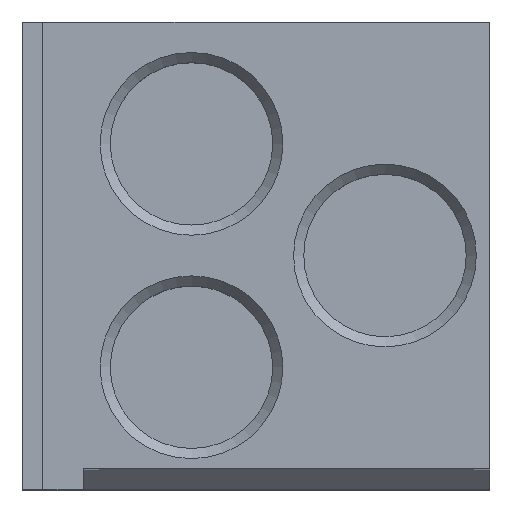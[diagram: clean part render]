
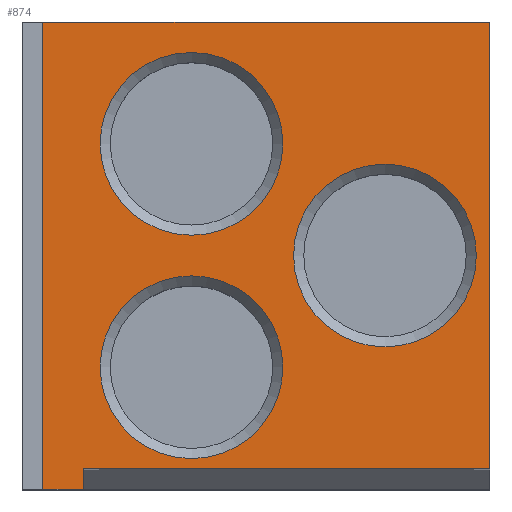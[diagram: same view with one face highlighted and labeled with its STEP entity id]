
A CAD part, top view. The second image highlights one B-rep face of the part: STEP entity #874.
In plain terms, the highlighted planar face has unit normal (0, 0, 1).
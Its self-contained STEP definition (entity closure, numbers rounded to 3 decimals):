
#18=FACE_BOUND('',#112,.T.);
#19=FACE_BOUND('',#113,.T.);
#20=FACE_BOUND('',#114,.T.);
#31=PLANE('',#943);
#67=FACE_OUTER_BOUND('',#111,.T.);
#111=EDGE_LOOP('',(#607,#608,#609,#610,#611,#612));
#112=EDGE_LOOP('',(#613));
#113=EDGE_LOOP('',(#614));
#114=EDGE_LOOP('',(#615));
#177=LINE('',#1276,#277);
#178=LINE('',#1278,#278);
#179=LINE('',#1280,#279);
#180=LINE('',#1282,#280);
#181=LINE('',#1284,#281);
#182=LINE('',#1285,#282);
#277=VECTOR('',#1039,10.);
#278=VECTOR('',#1040,10.);
#279=VECTOR('',#1041,10.);
#280=VECTOR('',#1042,10.);
#281=VECTOR('',#1043,10.);
#282=VECTOR('',#1044,10.);
#362=CIRCLE('',#940,4.5);
#365=CIRCLE('',#944,4.5);
#366=CIRCLE('',#945,4.5);
#396=VERTEX_POINT('',#1266);
#399=VERTEX_POINT('',#1274);
#400=VERTEX_POINT('',#1275);
#401=VERTEX_POINT('',#1277);
#402=VERTEX_POINT('',#1279);
#403=VERTEX_POINT('',#1281);
#404=VERTEX_POINT('',#1283);
#405=VERTEX_POINT('',#1286);
#406=VERTEX_POINT('',#1288);
#479=EDGE_CURVE('',#396,#396,#362,.T.);
#483=EDGE_CURVE('',#399,#400,#177,.T.);
#484=EDGE_CURVE('',#401,#399,#178,.T.);
#485=EDGE_CURVE('',#402,#401,#179,.T.);
#486=EDGE_CURVE('',#403,#402,#180,.T.);
#487=EDGE_CURVE('',#404,#403,#181,.T.);
#488=EDGE_CURVE('',#400,#404,#182,.T.);
#489=EDGE_CURVE('',#405,#405,#365,.T.);
#490=EDGE_CURVE('',#406,#406,#366,.T.);
#607=ORIENTED_EDGE('',*,*,#483,.F.);
#608=ORIENTED_EDGE('',*,*,#484,.F.);
#609=ORIENTED_EDGE('',*,*,#485,.F.);
#610=ORIENTED_EDGE('',*,*,#486,.F.);
#611=ORIENTED_EDGE('',*,*,#487,.F.);
#612=ORIENTED_EDGE('',*,*,#488,.F.);
#613=ORIENTED_EDGE('',*,*,#489,.T.);
#614=ORIENTED_EDGE('',*,*,#490,.T.);
#615=ORIENTED_EDGE('',*,*,#479,.T.);
#874=ADVANCED_FACE('',(#67,#18,#19,#20),#31,.T.);
#940=AXIS2_PLACEMENT_3D('',#1267,#1030,#1031);
#943=AXIS2_PLACEMENT_3D('',#1273,#1037,#1038);
#944=AXIS2_PLACEMENT_3D('',#1287,#1045,#1046);
#945=AXIS2_PLACEMENT_3D('',#1289,#1047,#1048);
#1030=DIRECTION('center_axis',(0.,0.,-1.));
#1031=DIRECTION('ref_axis',(1.,0.,0.));
#1037=DIRECTION('center_axis',(0.,0.,1.));
#1038=DIRECTION('ref_axis',(1.,0.,0.));
#1039=DIRECTION('',(0.,-1.,0.));
#1040=DIRECTION('',(1.,0.,0.));
#1041=DIRECTION('',(0.,1.,0.));
#1042=DIRECTION('',(-1.,0.,0.));
#1043=DIRECTION('',(0.,-1.,0.));
#1044=DIRECTION('',(-1.,0.,0.));
#1045=DIRECTION('center_axis',(0.,0.,-1.));
#1046=DIRECTION('ref_axis',(1.,0.,0.));
#1047=DIRECTION('center_axis',(0.,0.,-1.));
#1048=DIRECTION('ref_axis',(1.,0.,0.));
#1266=CARTESIAN_POINT('',(-23.105,32.93,-13.));
#1267=CARTESIAN_POINT('Origin',(-18.605,32.93,-13.));
#1273=CARTESIAN_POINT('Origin',(-20.93,20.93,-13.));
#1274=CARTESIAN_POINT('',(-3.93,38.93,-13.));
#1275=CARTESIAN_POINT('',(-3.93,16.93,-13.));
#1276=CARTESIAN_POINT('',(-3.93,18.93,-13.));
#1277=CARTESIAN_POINT('',(-25.93,38.93,-13.));
#1278=CARTESIAN_POINT('',(-0.894,38.93,-13.));
#1279=CARTESIAN_POINT('',(-25.93,15.93,-13.));
#1280=CARTESIAN_POINT('',(-25.93,29.93,-13.));
#1281=CARTESIAN_POINT('',(-23.93,15.93,-13.));
#1282=CARTESIAN_POINT('',(-11.894,15.93,-13.));
#1283=CARTESIAN_POINT('',(-23.93,16.93,-13.));
#1284=CARTESIAN_POINT('',(-23.93,18.43,-13.));
#1285=CARTESIAN_POINT('',(-10.894,16.93,-13.));
#1286=CARTESIAN_POINT('',(-23.105,21.93,-13.));
#1287=CARTESIAN_POINT('Origin',(-18.605,21.93,-13.));
#1288=CARTESIAN_POINT('',(-13.579,27.43,-13.));
#1289=CARTESIAN_POINT('Origin',(-9.079,27.43,-13.));
